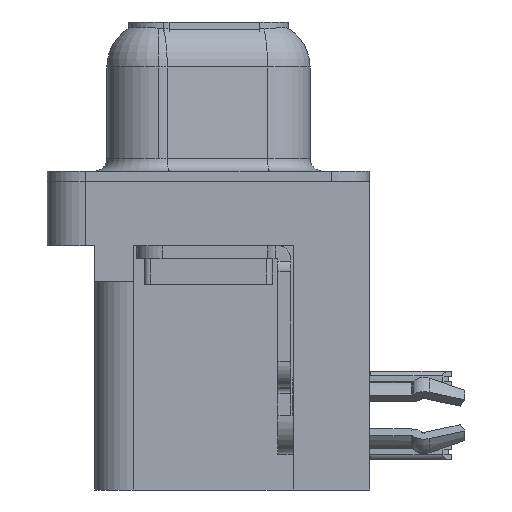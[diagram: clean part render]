
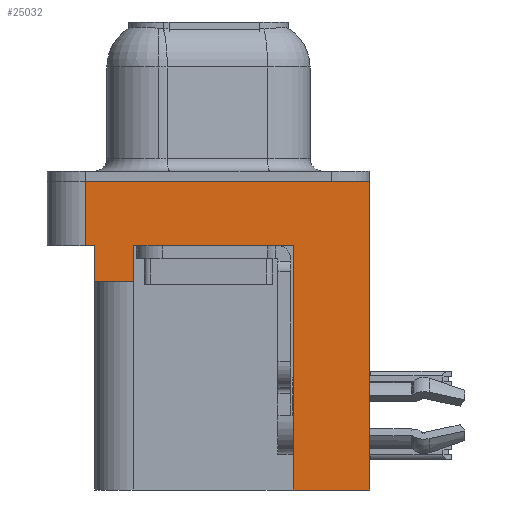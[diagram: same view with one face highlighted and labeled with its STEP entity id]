
A CAD part, left-side view. The second image highlights one B-rep face of the part: STEP entity #25032.
In plain terms, the highlighted planar face has unit normal (-1, 0, 0).
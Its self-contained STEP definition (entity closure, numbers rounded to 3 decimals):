
#719 = CARTESIAN_POINT ( 'NONE',  ( -2.935, 4.425, -3.9 ) ) ;
#1184 = VECTOR ( 'NONE', #10914, 1000. ) ;
#1585 = DIRECTION ( 'NONE',  ( 0., 0., 1. ) ) ;
#2299 = CARTESIAN_POINT ( 'NONE',  ( -2.935, 4.775, 0. ) ) ;
#2746 = LINE ( 'NONE', #27391, #21073 ) ;
#3017 = EDGE_CURVE ( 'NONE', #27343, #22620, #21723, .T. ) ;
#3673 = DIRECTION ( 'NONE',  ( 0., -1., 0. ) ) ;
#3947 = LINE ( 'NONE', #25025, #13435 ) ;
#4528 = DIRECTION ( 'NONE',  ( 0., -1., 0. ) ) ;
#4737 = VERTEX_POINT ( 'NONE', #26217 ) ;
#4798 = CARTESIAN_POINT ( 'NONE',  ( -2.935, -6.275, 0. ) ) ;
#6229 = CARTESIAN_POINT ( 'NONE',  ( -2.935, 4.425, -2.5 ) ) ;
#6275 = EDGE_CURVE ( 'NONE', #19546, #22620, #23304, .T. ) ;
#6300 = EDGE_CURVE ( 'NONE', #23160, #4737, #23988, .T. ) ;
#6469 = ORIENTED_EDGE ( 'NONE', *, *, #9993, .T. ) ;
#6739 = ORIENTED_EDGE ( 'NONE', *, *, #12269, .F. ) ;
#7401 = EDGE_CURVE ( 'NONE', #8651, #4737, #21565, .T. ) ;
#7651 = EDGE_CURVE ( 'NONE', #26747, #9487, #12032, .T. ) ;
#8651 = VERTEX_POINT ( 'NONE', #12061 ) ;
#8957 = CARTESIAN_POINT ( 'NONE',  ( -2.935, 4.775, -2.5 ) ) ;
#9487 = VERTEX_POINT ( 'NONE', #10169 ) ;
#9514 = CARTESIAN_POINT ( 'NONE',  ( -2.935, 4.775, -2.5 ) ) ;
#9706 = ORIENTED_EDGE ( 'NONE', *, *, #6300, .F. ) ;
#9993 = EDGE_CURVE ( 'NONE', #25317, #9487, #2746, .T. ) ;
#10169 = CARTESIAN_POINT ( 'NONE',  ( -2.935, -3.295, -2.5 ) ) ;
#10914 = DIRECTION ( 'NONE',  ( 0., -1., 0. ) ) ;
#11125 = LINE ( 'NONE', #9514, #21644 ) ;
#11401 = DIRECTION ( 'NONE',  ( 0., 1., 0. ) ) ;
#12032 = LINE ( 'NONE', #18797, #21882 ) ;
#12061 = CARTESIAN_POINT ( 'NONE',  ( -2.935, -6.275, -12. ) ) ;
#12269 = EDGE_CURVE ( 'NONE', #19546, #23160, #11125, .T. ) ;
#12545 = ORIENTED_EDGE ( 'NONE', *, *, #24804, .F. ) ;
#13435 = VECTOR ( 'NONE', #18561, 1000. ) ;
#14069 = DIRECTION ( 'NONE',  ( 0., 0., 1. ) ) ;
#15644 = CARTESIAN_POINT ( 'NONE',  ( -2.935, -6.275, -2.5 ) ) ;
#15751 = VECTOR ( 'NONE', #20218, 1000. ) ;
#15950 = CARTESIAN_POINT ( 'NONE',  ( -2.935, -3.295, -12. ) ) ;
#16079 = ORIENTED_EDGE ( 'NONE', *, *, #7651, .F. ) ;
#16173 = PLANE ( 'NONE',  #24158 ) ;
#16607 = VECTOR ( 'NONE', #22501, 1000. ) ;
#16727 = DIRECTION ( 'NONE',  ( 0., 0., 1. ) ) ;
#17062 = EDGE_LOOP ( 'NONE', ( #9706, #6739, #27659, #25245, #12545, #25544, #6469, #16079, #27940, #17688 ) ) ;
#17177 = VECTOR ( 'NONE', #11401, 1000. ) ;
#17688 = ORIENTED_EDGE ( 'NONE', *, *, #7401, .T. ) ;
#18561 = DIRECTION ( 'NONE',  ( 0., 0., 1. ) ) ;
#18674 = CARTESIAN_POINT ( 'NONE',  ( -2.935, 2.895, -2.5 ) ) ;
#18797 = CARTESIAN_POINT ( 'NONE',  ( -2.935, -3.295, -12. ) ) ;
#18835 = CARTESIAN_POINT ( 'NONE',  ( -2.935, -6.275, -2.5 ) ) ;
#19546 = VERTEX_POINT ( 'NONE', #8957 ) ;
#20054 = EDGE_CURVE ( 'NONE', #25048, #25317, #3947, .T. ) ;
#20218 = DIRECTION ( 'NONE',  ( 0., 0., 1. ) ) ;
#20924 = DIRECTION ( 'NONE',  ( -1., 0., 0. ) ) ;
#21073 = VECTOR ( 'NONE', #3673, 1000. ) ;
#21565 = LINE ( 'NONE', #15644, #15751 ) ;
#21644 = VECTOR ( 'NONE', #14069, 1000. ) ;
#21723 = LINE ( 'NONE', #719, #16607 ) ;
#21876 = CARTESIAN_POINT ( 'NONE',  ( -2.935, -3.295, -12. ) ) ;
#21882 = VECTOR ( 'NONE', #1585, 1000. ) ;
#22135 = CARTESIAN_POINT ( 'NONE',  ( -2.935, 4.425, -3.9 ) ) ;
#22501 = DIRECTION ( 'NONE',  ( 0., 0., 1. ) ) ;
#22620 = VERTEX_POINT ( 'NONE', #6229 ) ;
#23160 = VERTEX_POINT ( 'NONE', #2299 ) ;
#23304 = LINE ( 'NONE', #24194, #1184 ) ;
#23468 = CARTESIAN_POINT ( 'NONE',  ( -2.935, 2.895, -3.9 ) ) ;
#23619 = VECTOR ( 'NONE', #4528, 1000. ) ;
#23988 = LINE ( 'NONE', #4798, #23619 ) ;
#24158 = AXIS2_PLACEMENT_3D ( 'NONE', #18835, #20924, #16727 ) ;
#24194 = CARTESIAN_POINT ( 'NONE',  ( -2.935, -6.275, -2.5 ) ) ;
#24291 = FACE_OUTER_BOUND ( 'NONE', #17062, .T. ) ;
#24804 = EDGE_CURVE ( 'NONE', #25048, #27343, #25015, .T. ) ;
#24830 = LINE ( 'NONE', #21876, #26230 ) ;
#25015 = LINE ( 'NONE', #22135, #17177 ) ;
#25025 = CARTESIAN_POINT ( 'NONE',  ( -2.935, 2.895, -3.9 ) ) ;
#25032 = ADVANCED_FACE ( 'NONE', ( #24291 ), #16173, .T. ) ;
#25048 = VERTEX_POINT ( 'NONE', #23468 ) ;
#25245 = ORIENTED_EDGE ( 'NONE', *, *, #3017, .F. ) ;
#25317 = VERTEX_POINT ( 'NONE', #18674 ) ;
#25529 = CARTESIAN_POINT ( 'NONE',  ( -2.935, 4.425, -3.9 ) ) ;
#25544 = ORIENTED_EDGE ( 'NONE', *, *, #20054, .T. ) ;
#26200 = DIRECTION ( 'NONE',  ( 0., 1., 0. ) ) ;
#26217 = CARTESIAN_POINT ( 'NONE',  ( -2.935, -6.275, 0. ) ) ;
#26230 = VECTOR ( 'NONE', #26200, 1000. ) ;
#26747 = VERTEX_POINT ( 'NONE', #15950 ) ;
#27343 = VERTEX_POINT ( 'NONE', #25529 ) ;
#27391 = CARTESIAN_POINT ( 'NONE',  ( -2.935, -6.275, -2.5 ) ) ;
#27659 = ORIENTED_EDGE ( 'NONE', *, *, #6275, .T. ) ;
#27767 = EDGE_CURVE ( 'NONE', #8651, #26747, #24830, .T. ) ;
#27940 = ORIENTED_EDGE ( 'NONE', *, *, #27767, .F. ) ;
